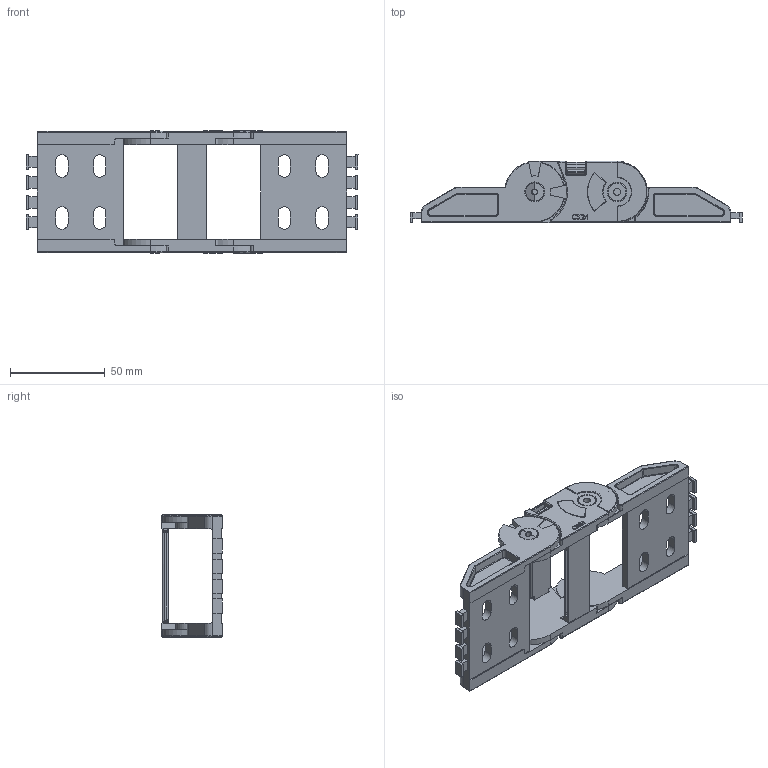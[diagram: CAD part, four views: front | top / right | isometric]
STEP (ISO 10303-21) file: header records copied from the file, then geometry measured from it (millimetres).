
FILE_DESCRIPTION (( 'STEP AP214' ), '1' );
FILE_NAME ('CK24-A050-AYAK.STEP', '2019-09-16T08:01:08', ( '' ), ( '' ), 'SwSTEP 2.0', 'SolidWorks 2017', '' );
FILE_SCHEMA (( 'AUTOMOTIVE_DESIGN' ));
Length unit declared in the file: millimetre
Products named in the file (1): CK24-A050-AYAK
Bounding box: 175.5 x 32.5 x 65 mm (x, y, z)
Volume: 65399.7 mm3; surface area: 44058.7 mm2
Topology: 4 solids, 4 shells, 948 faces, 2423 edges, 1497 vertices
Faces by surface type: plane 389, cylinder 328, torus 134, bspline 69, sphere 28
Entity records: 31805 total; most frequent: CARTESIAN_POINT 8826, DIRECTION 4835, ORIENTED_EDGE 4814, EDGE_CURVE 2407, AXIS2_PLACEMENT_3D 1718, VERTEX_POINT 1497, LINE 1399, VECTOR 1399
